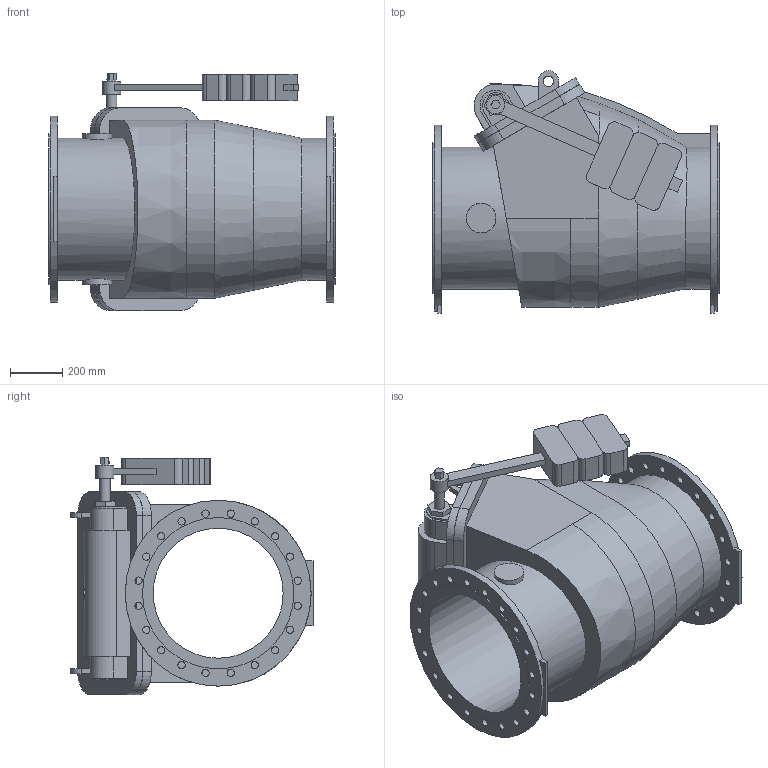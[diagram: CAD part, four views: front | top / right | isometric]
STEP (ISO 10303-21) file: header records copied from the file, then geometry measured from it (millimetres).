
FILE_DESCRIPTION (( 'STEP AP203' ), '1' );
FILE_NAME ('O_41_36_DN500_X0XXX_AA0.step', '2018-04-13T05:37:29', ( 'Windows User' ), ( 'AVK' ), 'SwSTEP 2.0', 'SolidWorks 2012', '' );
FILE_SCHEMA (( 'CONFIG_CONTROL_DESIGN' ));
Length unit declared in the file: inch
Products named in the file (1): O_41_36_DN500_X0XXX_AA0
Bounding box: 1100 x 931.25 x 912.46 mm (x, y, z)
Volume: 219063042.6 mm3; surface area: 6072898.2 mm2
Topology: 1 solids, 1 shells, 246 faces, 683 edges, 461 vertices
Faces by surface type: plane 142, cylinder 90, bspline 10, torus 4
Full cylindrical faces by diameter (mm): 28 x40, 40 x3, 45 x1, 70 x1, 114 x2, 500 x1, 546 x1, 582 x2, 715 x2
Entity records: 29694 total; most frequent: CARTESIAN_POINT 23481, DIRECTION 1205, ORIENTED_EDGE 1200, EDGE_CURVE 600, VERTEX_POINT 432, AXIS2_PLACEMENT_3D 420, EDGE_LOOP 410, LINE 365
